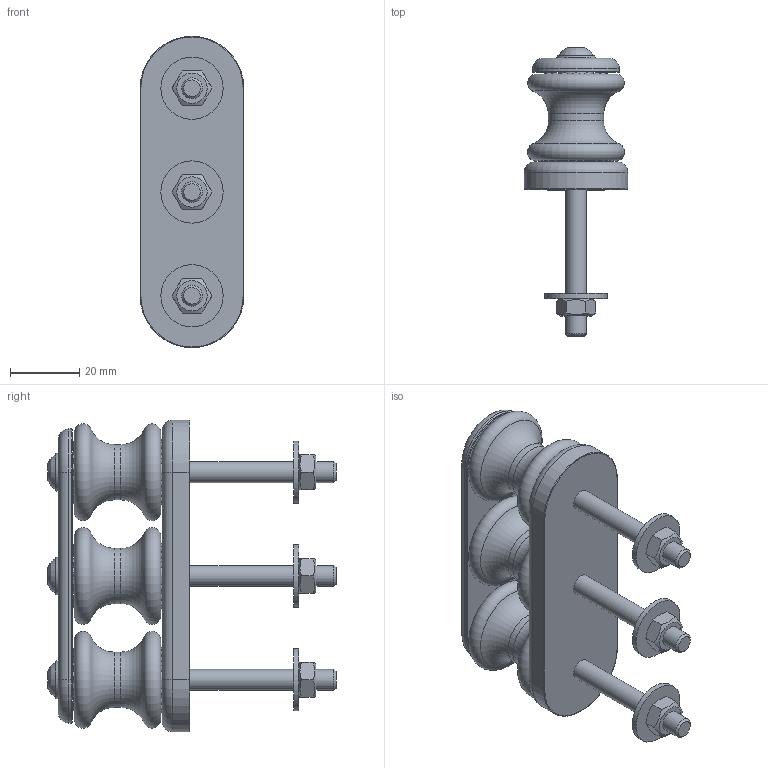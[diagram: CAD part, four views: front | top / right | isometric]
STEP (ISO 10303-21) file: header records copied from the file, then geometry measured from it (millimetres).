
FILE_DESCRIPTION(/* description */ (''),/* implementation_level */ '2;1');
FILE_NAME(/* name */ '513.032.stp',/* time_stamp */ '2019-05-10T15:41:15+02:00',/* author */ ('gianni'),/* organization */ (''),/* preprocessor_version */ 'ST-DEVELOPER v16.5',/* originating_system */ 'Autodesk Inventor 2017',/* authorisation */ '');
FILE_SCHEMA (('AUTOMOTIVE_DESIGN { 1 0 10303 214 3 1 1 }'));
Length unit declared in the file: millimetre
Products named in the file (1): 19051005
Bounding box: 30 x 83.3 x 90 mm (x, y, z)
Volume: 62127.2 mm3; surface area: 24303.4 mm2
Topology: 1 solids, 1 shells, 259 faces, 455 edges, 323 vertices
Faces by surface type: sphere 96, plane 71, cylinder 42, torus 29, cone 18, bspline 3
Full cylindrical faces by diameter (mm): 6 x6, 6.4 x3, 10 x6, 10.5 x3, 11.7 x3, 12 x3, 16 x3, 18 x3
Entity records: 5886 total; most frequent: CARTESIAN_POINT 1155, DIRECTION 1034, ORIENTED_EDGE 730, AXIS2_PLACEMENT_3D 487, EDGE_LOOP 457, EDGE_CURVE 365, VERTEX_POINT 302, FACE_OUTER_BOUND 259
